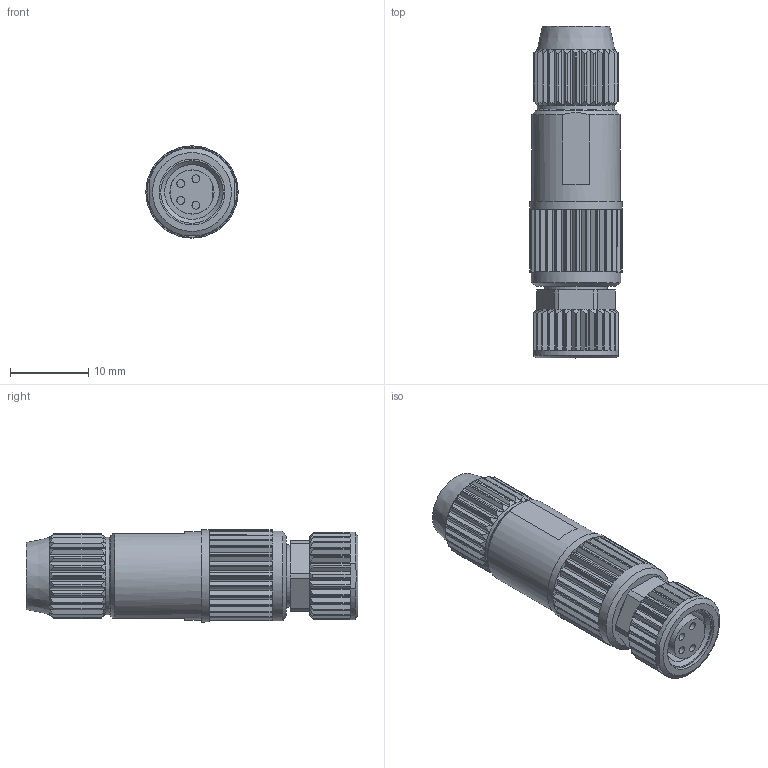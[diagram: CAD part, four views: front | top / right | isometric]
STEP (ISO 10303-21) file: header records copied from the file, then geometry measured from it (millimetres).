
FILE_DESCRIPTION((''),'2;1');
FILE_NAME('7000-08391.stp','2011-07-29T12:04:39',('richterh'),(''),'Autodesk Inventor 2011','Autodesk Inventor 2011','');
FILE_SCHEMA(('AUTOMOTIVE_DESIGN { 1 0 10303 214 1 1 1 1 }'));
Length unit declared in the file: millimetre
Products named in the file (1): 7000-08391
Bounding box: 11.8 x 42.5 x 11.8 mm (x, y, z)
Volume: 3519.6 mm3; surface area: 2565.6 mm2
Topology: 1 solids, 1 shells, 505 faces, 1336 edges, 843 vertices
Faces by surface type: plane 288, cylinder 179, bspline 29, cone 8, torus 1
Full cylindrical faces by diameter (mm): 1 x4, 5.2 x1, 5.65 x1, 7 x1, 8 x1, 8.4 x1, 9.9 x1, 11.32 x1, 11.8 x1
Entity records: 17551 total; most frequent: CARTESIAN_POINT 5654, ORIENTED_EDGE 2610, DIRECTION 2327, EDGE_CURVE 1305, AXIS2_PLACEMENT_3D 861, VERTEX_POINT 833, VECTOR 605, LINE 605
